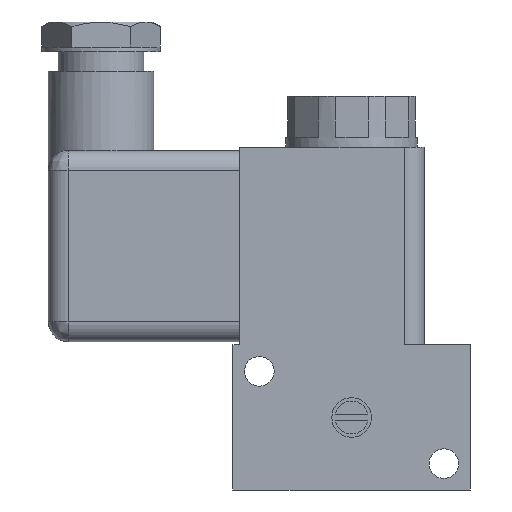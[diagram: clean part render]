
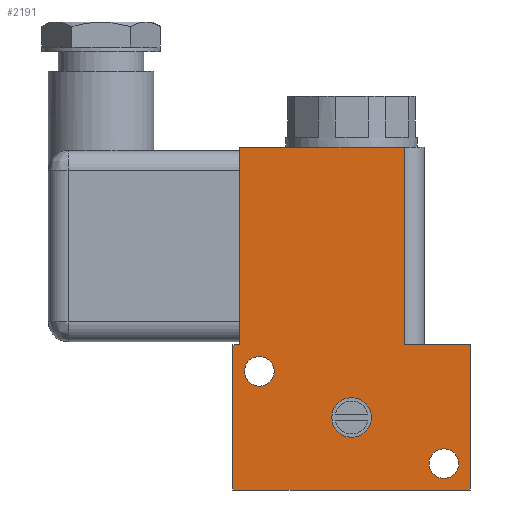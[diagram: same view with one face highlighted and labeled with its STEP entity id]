
A CAD part, front view. The second image highlights one B-rep face of the part: STEP entity #2191.
In plain terms, the highlighted planar face has unit normal (0, -1, 0).
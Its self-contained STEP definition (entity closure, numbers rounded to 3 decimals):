
#8 = CARTESIAN_POINT ( 'NONE',  ( -12., 16., 0. ) ) ;
#122 = CIRCLE ( 'NONE', #1287, 2.25 ) ;
#124 = EDGE_CURVE ( 'NONE', #2022, #1173, #1503, .T. ) ;
#131 = CARTESIAN_POINT ( 'NONE',  ( -16., 16., 6.25 ) ) ;
#133 = CARTESIAN_POINT ( 'NONE',  ( -44., 16., 18. ) ) ;
#137 = CARTESIAN_POINT ( 'NONE',  ( -12., 16., 11. ) ) ;
#174 = EDGE_CURVE ( 'NONE', #3331, #1850, #2383, .T. ) ;
#175 = FACE_OUTER_BOUND ( 'NONE', #2507, .T. ) ;
#191 = VECTOR ( 'NONE', #2368, 1000. ) ;
#233 = DIRECTION ( 'NONE',  ( 0., 0., -1. ) ) ;
#238 = CARTESIAN_POINT ( 'NONE',  ( -47., 16., 26. ) ) ;
#260 = VERTEX_POINT ( 'NONE', #884 ) ;
#326 = EDGE_CURVE ( 'NONE', #1616, #1173, #3444, .T. ) ;
#342 = CARTESIAN_POINT ( 'NONE',  ( -22., 16., 52. ) ) ;
#355 = ORIENTED_EDGE ( 'NONE', *, *, #1861, .T. ) ;
#400 = DIRECTION ( 'NONE',  ( 1., 0., 0. ) ) ;
#440 = DIRECTION ( 'NONE',  ( 0., 0., 1. ) ) ;
#480 = ORIENTED_EDGE ( 'NONE', *, *, #1547, .T. ) ;
#492 = VERTEX_POINT ( 'NONE', #2604 ) ;
#603 = AXIS2_PLACEMENT_3D ( 'NONE', #1358, #2732, #797 ) ;
#611 = VECTOR ( 'NONE', #2366, 1000. ) ;
#615 = ORIENTED_EDGE ( 'NONE', *, *, #3275, .T. ) ;
#752 = AXIS2_PLACEMENT_3D ( 'NONE', #2013, #2575, #400 ) ;
#782 = LINE ( 'NONE', #2578, #2461 ) ;
#797 = DIRECTION ( 'NONE',  ( 0., 0., 1. ) ) ;
#802 = VERTEX_POINT ( 'NONE', #2511 ) ;
#849 = CARTESIAN_POINT ( 'NONE',  ( -48., 16., 22. ) ) ;
#850 = CARTESIAN_POINT ( 'NONE',  ( -48., 16., 0. ) ) ;
#853 = CARTESIAN_POINT ( 'NONE',  ( -30., 16., 8. ) ) ;
#854 = VERTEX_POINT ( 'NONE', #1720 ) ;
#868 = AXIS2_PLACEMENT_3D ( 'NONE', #945, #2033, #1730 ) ;
#884 = CARTESIAN_POINT ( 'NONE',  ( -44., 16., 20.25 ) ) ;
#923 = DIRECTION ( 'NONE',  ( 0., 1., 0. ) ) ;
#924 = DIRECTION ( 'NONE',  ( 0., 1., 0. ) ) ;
#926 = CARTESIAN_POINT ( 'NONE',  ( -48., 16., 26. ) ) ;
#936 = ORIENTED_EDGE ( 'NONE', *, *, #326, .F. ) ;
#945 = CARTESIAN_POINT ( 'NONE',  ( -44., 16., 18. ) ) ;
#1000 = VECTOR ( 'NONE', #1555, 1000. ) ;
#1048 = EDGE_CURVE ( 'NONE', #3225, #492, #2542, .T. ) ;
#1144 = LINE ( 'NONE', #2616, #191 ) ;
#1170 = CARTESIAN_POINT ( 'NONE',  ( -30., 16., 11. ) ) ;
#1173 = VERTEX_POINT ( 'NONE', #8 ) ;
#1182 = LINE ( 'NONE', #3115, #611 ) ;
#1186 = CARTESIAN_POINT ( 'NONE',  ( -22., 16., 22. ) ) ;
#1274 = ORIENTED_EDGE ( 'NONE', *, *, #2870, .T. ) ;
#1287 = AXIS2_PLACEMENT_3D ( 'NONE', #133, #1421, #3063 ) ;
#1288 = AXIS2_PLACEMENT_3D ( 'NONE', #1170, #924, #1728 ) ;
#1298 = EDGE_CURVE ( 'NONE', #2610, #260, #2149, .T. ) ;
#1358 = CARTESIAN_POINT ( 'NONE',  ( -16., 16., 4. ) ) ;
#1421 = DIRECTION ( 'NONE',  ( 0., 1., 0. ) ) ;
#1438 = VECTOR ( 'NONE', #1901, 1000. ) ;
#1503 = LINE ( 'NONE', #2754, #2515 ) ;
#1534 = VECTOR ( 'NONE', #3108, 1000. ) ;
#1547 = EDGE_CURVE ( 'NONE', #2125, #854, #1182, .T. ) ;
#1555 = DIRECTION ( 'NONE',  ( 0., 0., -1. ) ) ;
#1565 = EDGE_CURVE ( 'NONE', #1850, #3331, #1991, .T. ) ;
#1583 = FACE_BOUND ( 'NONE', #1853, .T. ) ;
#1616 = VERTEX_POINT ( 'NONE', #2962 ) ;
#1622 = EDGE_CURVE ( 'NONE', #1707, #802, #2488, .T. ) ;
#1628 = ORIENTED_EDGE ( 'NONE', *, *, #1565, .T. ) ;
#1635 = CARTESIAN_POINT ( 'NONE',  ( -47.5, 16., 22. ) ) ;
#1644 = DIRECTION ( 'NONE',  ( 1., 0., 0. ) ) ;
#1707 = VERTEX_POINT ( 'NONE', #849 ) ;
#1716 = FACE_BOUND ( 'NONE', #3156, .T. ) ;
#1720 = CARTESIAN_POINT ( 'NONE',  ( -47., 16., 52. ) ) ;
#1726 = ORIENTED_EDGE ( 'NONE', *, *, #1298, .T. ) ;
#1728 = DIRECTION ( 'NONE',  ( 0., 0., -1. ) ) ;
#1730 = DIRECTION ( 'NONE',  ( 0., 0., 1. ) ) ;
#1740 = ORIENTED_EDGE ( 'NONE', *, *, #1622, .F. ) ;
#1808 = EDGE_LOOP ( 'NONE', ( #1628, #3145 ) ) ;
#1849 = LINE ( 'NONE', #926, #3423 ) ;
#1850 = VERTEX_POINT ( 'NONE', #131 ) ;
#1853 = EDGE_LOOP ( 'NONE', ( #2959, #2197 ) ) ;
#1861 = EDGE_CURVE ( 'NONE', #1616, #2826, #1144, .T. ) ;
#1901 = DIRECTION ( 'NONE',  ( 1., 0., 0. ) ) ;
#1923 = ORIENTED_EDGE ( 'NONE', *, *, #3317, .T. ) ;
#1963 = DIRECTION ( 'NONE',  ( 0., 0., 1. ) ) ;
#1991 = CIRCLE ( 'NONE', #603, 2.25 ) ;
#2013 = CARTESIAN_POINT ( 'NONE',  ( -48., 16., 0. ) ) ;
#2022 = VERTEX_POINT ( 'NONE', #850 ) ;
#2033 = DIRECTION ( 'NONE',  ( 0., 1., 0. ) ) ;
#2097 = DIRECTION ( 'NONE',  ( 0., 1., 0. ) ) ;
#2125 = VERTEX_POINT ( 'NONE', #342 ) ;
#2149 = CIRCLE ( 'NONE', #868, 2.25 ) ;
#2181 = AXIS2_PLACEMENT_3D ( 'NONE', #2222, #923, #1963 ) ;
#2191 = ADVANCED_FACE ( 'NONE', ( #1583, #3133, #1716, #175 ), #3073, .T. ) ;
#2197 = ORIENTED_EDGE ( 'NONE', *, *, #2271, .T. ) ;
#2215 = ORIENTED_EDGE ( 'NONE', *, *, #2520, .T. ) ;
#2222 = CARTESIAN_POINT ( 'NONE',  ( -16., 16., 4. ) ) ;
#2224 = CIRCLE ( 'NONE', #1288, 3. ) ;
#2237 = DIRECTION ( 'NONE',  ( 0., 0., -1. ) ) ;
#2271 = EDGE_CURVE ( 'NONE', #492, #3225, #2224, .T. ) ;
#2366 = DIRECTION ( 'NONE',  ( -1., 0., 0. ) ) ;
#2368 = DIRECTION ( 'NONE',  ( -1., 0., 0. ) ) ;
#2383 = CIRCLE ( 'NONE', #2181, 2.25 ) ;
#2461 = VECTOR ( 'NONE', #440, 1000. ) ;
#2488 = LINE ( 'NONE', #1635, #1438 ) ;
#2507 = EDGE_LOOP ( 'NONE', ( #480, #2215, #1740, #1923, #3017, #936, #355, #1274 ) ) ;
#2511 = CARTESIAN_POINT ( 'NONE',  ( -47., 16., 22. ) ) ;
#2515 = VECTOR ( 'NONE', #1644, 1000. ) ;
#2520 = EDGE_CURVE ( 'NONE', #854, #802, #2773, .T. ) ;
#2542 = CIRCLE ( 'NONE', #2897, 3. ) ;
#2575 = DIRECTION ( 'NONE',  ( 0., -1., 0. ) ) ;
#2578 = CARTESIAN_POINT ( 'NONE',  ( -22., 16., 26. ) ) ;
#2604 = CARTESIAN_POINT ( 'NONE',  ( -30., 16., 14. ) ) ;
#2610 = VERTEX_POINT ( 'NONE', #3233 ) ;
#2616 = CARTESIAN_POINT ( 'NONE',  ( -30., 16., 22. ) ) ;
#2732 = DIRECTION ( 'NONE',  ( 0., 1., 0. ) ) ;
#2754 = CARTESIAN_POINT ( 'NONE',  ( -30., 16., 0. ) ) ;
#2773 = LINE ( 'NONE', #238, #1000 ) ;
#2826 = VERTEX_POINT ( 'NONE', #1186 ) ;
#2870 = EDGE_CURVE ( 'NONE', #2826, #2125, #782, .T. ) ;
#2897 = AXIS2_PLACEMENT_3D ( 'NONE', #3149, #2097, #233 ) ;
#2959 = ORIENTED_EDGE ( 'NONE', *, *, #1048, .T. ) ;
#2962 = CARTESIAN_POINT ( 'NONE',  ( -12., 16., 22. ) ) ;
#3017 = ORIENTED_EDGE ( 'NONE', *, *, #124, .T. ) ;
#3054 = CARTESIAN_POINT ( 'NONE',  ( -16., 16., 1.75 ) ) ;
#3063 = DIRECTION ( 'NONE',  ( 0., 0., 1. ) ) ;
#3073 = PLANE ( 'NONE',  #752 ) ;
#3108 = DIRECTION ( 'NONE',  ( 0., 0., -1. ) ) ;
#3115 = CARTESIAN_POINT ( 'NONE',  ( -30., 16., 52. ) ) ;
#3133 = FACE_BOUND ( 'NONE', #1808, .T. ) ;
#3145 = ORIENTED_EDGE ( 'NONE', *, *, #174, .T. ) ;
#3149 = CARTESIAN_POINT ( 'NONE',  ( -30., 16., 11. ) ) ;
#3156 = EDGE_LOOP ( 'NONE', ( #615, #1726 ) ) ;
#3225 = VERTEX_POINT ( 'NONE', #853 ) ;
#3233 = CARTESIAN_POINT ( 'NONE',  ( -44., 16., 15.75 ) ) ;
#3275 = EDGE_CURVE ( 'NONE', #260, #2610, #122, .T. ) ;
#3317 = EDGE_CURVE ( 'NONE', #1707, #2022, #1849, .T. ) ;
#3331 = VERTEX_POINT ( 'NONE', #3054 ) ;
#3423 = VECTOR ( 'NONE', #2237, 1000. ) ;
#3444 = LINE ( 'NONE', #137, #1534 ) ;
